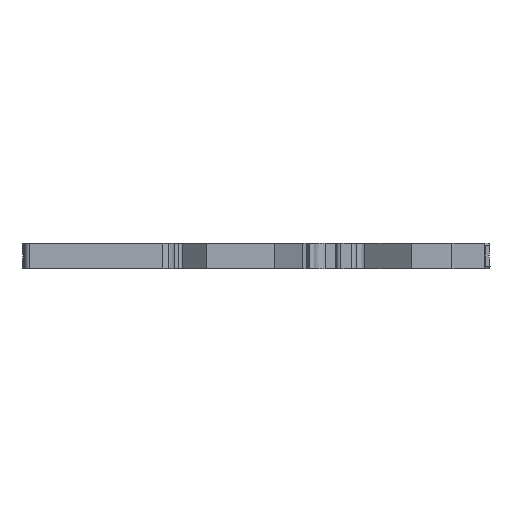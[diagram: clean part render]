
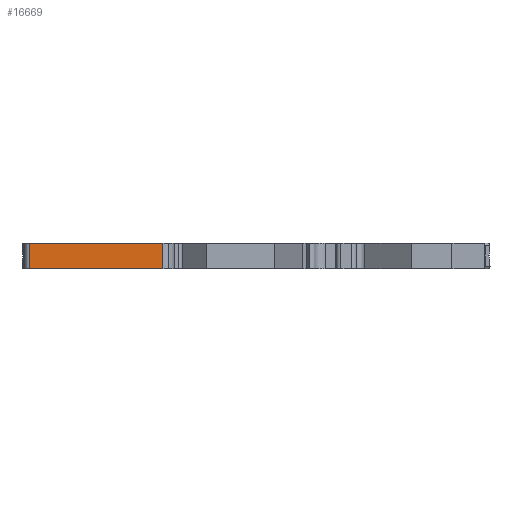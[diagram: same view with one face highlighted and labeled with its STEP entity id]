
A CAD part, front view. The second image highlights one B-rep face of the part: STEP entity #16669.
In plain terms, the highlighted planar face has unit normal (0, -1, 0).
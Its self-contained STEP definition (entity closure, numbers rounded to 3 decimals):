
#5532=DIRECTION('',(0.,0.,-1.));
#5533=VECTOR('',#5532,5.);
#5534=CARTESIAN_POINT('',(-18.05,-6.,2.5));
#5535=LINE('',#5534,#5533);
#5536=DIRECTION('',(-1.,0.,0.));
#5537=VECTOR('',#5536,26.);
#5538=CARTESIAN_POINT('',(-18.05,-6.,-2.5));
#5539=LINE('',#5538,#5537);
#5540=DIRECTION('',(1.,0.,0.));
#5541=VECTOR('',#5540,26.);
#5542=CARTESIAN_POINT('',(-44.05,-6.,2.5));
#5543=LINE('',#5542,#5541);
#5544=DIRECTION('',(0.,0.,-1.));
#5545=VECTOR('',#5544,5.);
#5546=CARTESIAN_POINT('',(-44.05,-6.,2.5));
#5547=LINE('',#5546,#5545);
#6715=CARTESIAN_POINT('',(-44.05,-6.,-2.5));
#6716=VERTEX_POINT('',#6715);
#6717=CARTESIAN_POINT('',(-18.05,-6.,-2.5));
#6718=VERTEX_POINT('',#6717);
#7269=CARTESIAN_POINT('',(-18.05,-6.,2.5));
#7270=VERTEX_POINT('',#7269);
#7271=CARTESIAN_POINT('',(-44.05,-6.,2.5));
#7272=VERTEX_POINT('',#7271);
#16657=CARTESIAN_POINT('',(-31.05,-6.,0.));
#16658=DIRECTION('',(0.,1.,0.));
#16659=DIRECTION('',(1.,0.,0.));
#16660=AXIS2_PLACEMENT_3D('',#16657,#16658,#16659);
#16661=PLANE('',#16660);
#16662=ORIENTED_EDGE('',*,*,#16650,.T.);
#16663=ORIENTED_EDGE('',*,*,#8655,.T.);
#16665=ORIENTED_EDGE('',*,*,#16664,.F.);
#16666=ORIENTED_EDGE('',*,*,#9486,.T.);
#16667=EDGE_LOOP('',(#16662,#16663,#16665,#16666));
#16668=FACE_OUTER_BOUND('',#16667,.F.);
#8655=EDGE_CURVE('',#6718,#6716,#5539,.T.);
#9486=EDGE_CURVE('',#7272,#7270,#5543,.T.);
#16650=EDGE_CURVE('',#7270,#6718,#5535,.T.);
#16664=EDGE_CURVE('',#7272,#6716,#5547,.T.);
#16669=ADVANCED_FACE('',(#16668),#16661,.F.);
